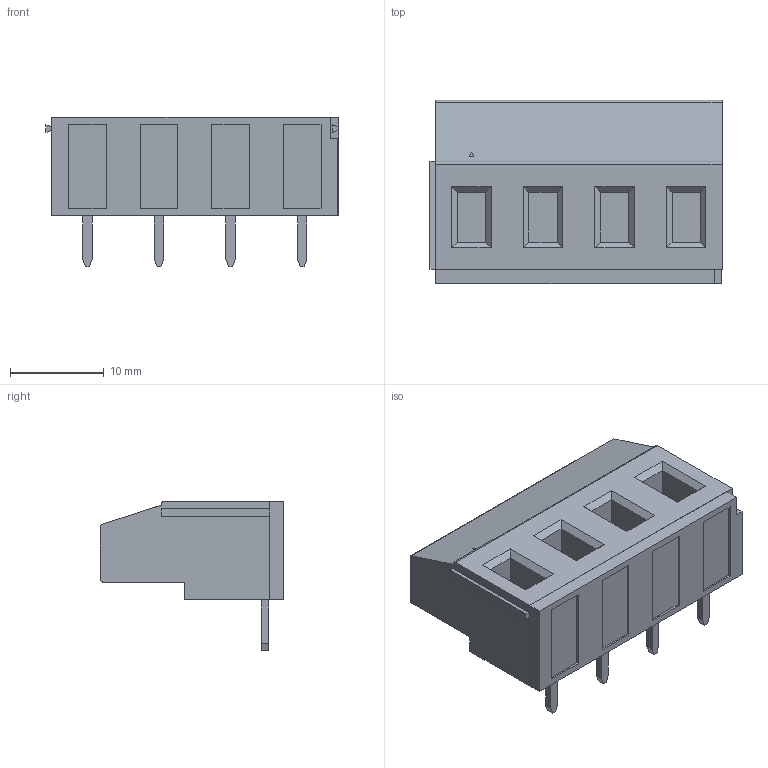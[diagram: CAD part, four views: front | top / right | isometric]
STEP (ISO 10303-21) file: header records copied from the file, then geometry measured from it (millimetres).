
FILE_DESCRIPTION (( 'STEP AP214' ), '1' );
FILE_NAME ('DG129R-7.62-04P-14-00AH.STEP', '2021-01-12T21:29:22', ( '' ), ( '' ), 'SwSTEP 2.0', 'SolidWorks 2020', '' );
FILE_SCHEMA (( 'AUTOMOTIVE_DESIGN' ));
Length unit declared in the file: millimetre
Products named in the file (1): DG129R-7.62-04P-14-00AH
Bounding box: 31.08 x 19.5 x 15.9 mm (x, y, z)
Volume: 4848 mm3; surface area: 3009.4 mm2
Topology: 1 solids, 1 shells, 563 faces, 1462 edges, 958 vertices
Faces by surface type: plane 325, bspline 173, cylinder 39, torus 20, cone 6
Entity records: 29836 total; most frequent: CARTESIAN_POINT 12797, ORIENTED_EDGE 2924, DIRECTION 2038, EDGE_CURVE 1462, VECTOR 960, LINE 960, VERTEX_POINT 958, EDGE_LOOP 620
